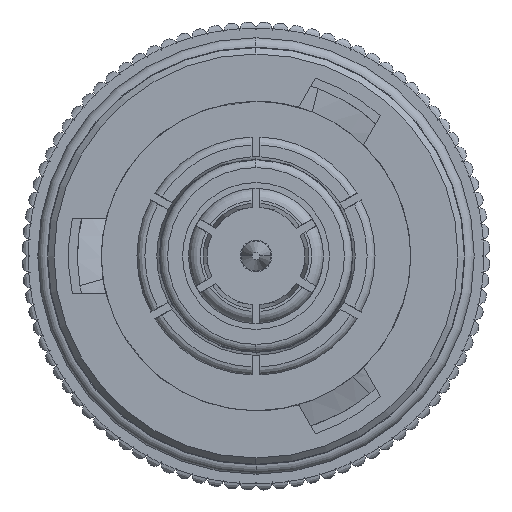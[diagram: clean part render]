
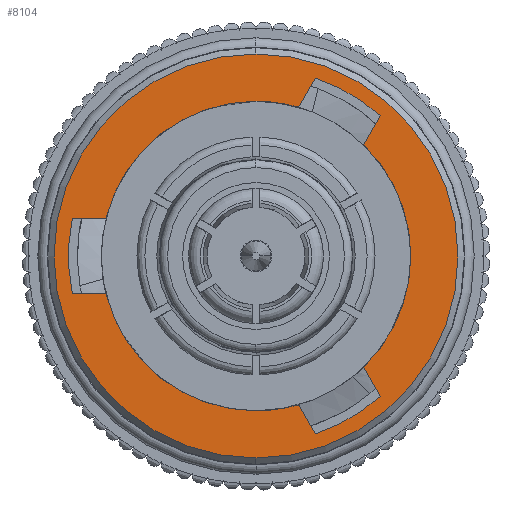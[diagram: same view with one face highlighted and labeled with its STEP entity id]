
A CAD part, left-side view. The second image highlights one B-rep face of the part: STEP entity #8104.
In plain terms, the highlighted face is planar.
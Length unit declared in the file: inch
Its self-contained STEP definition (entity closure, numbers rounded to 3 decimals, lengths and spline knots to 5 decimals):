
#346 = CIRCLE ( 'NONE', #17709, 0.23622 ) ;
#522 = VECTOR ( 'NONE', #9752, 39.37008 ) ;
#714 = VERTEX_POINT ( 'NONE', #15356 ) ;
#780 = DIRECTION ( 'NONE',  ( 0., 0., 1. ) ) ;
#1101 = VERTEX_POINT ( 'NONE', #7129 ) ;
#1342 = VERTEX_POINT ( 'NONE', #1915 ) ;
#1503 = CARTESIAN_POINT ( 'NONE',  ( 0., -0.15683, -0.17664 ) ) ;
#1696 = CIRCLE ( 'NONE', #5925, 0.195 ) ;
#1915 = CARTESIAN_POINT ( 'NONE',  ( 0., 0.18913, -0.0475 ) ) ;
#1970 = DIRECTION ( 'NONE',  ( 0., 0., 1. ) ) ;
#2363 = FACE_BOUND ( 'NONE', #20593, .T. ) ;
#2433 = VECTOR ( 'NONE', #21941, 39.37008 ) ;
#2547 = CIRCLE ( 'NONE', #17368, 0.195 ) ;
#2660 = AXIS2_PLACEMENT_3D ( 'NONE', #10718, #18810, #780 ) ;
#2663 = CARTESIAN_POINT ( 'NONE',  ( 0., -0.07456, 0.22414 ) ) ;
#3285 = EDGE_CURVE ( 'NONE', #14831, #17653, #7259, .T. ) ;
#3341 = EDGE_CURVE ( 'NONE', #14831, #21721, #6473, .T. ) ;
#3416 = CARTESIAN_POINT ( 'NONE',  ( 0., -0.07456, 0.22414 ) ) ;
#3438 = AXIS2_PLACEMENT_3D ( 'NONE', #13766, #15762, #23859 ) ;
#3752 = CARTESIAN_POINT ( 'NONE',  ( 0., 0.2314, 0.0475 ) ) ;
#3839 = CARTESIAN_POINT ( 'NONE',  ( 0., 0.2314, -0.0475 ) ) ;
#3946 = CARTESIAN_POINT ( 'NONE',  ( 0., 0.195, 0. ) ) ;
#4081 = DIRECTION ( 'NONE',  ( -1., 0., 0. ) ) ;
#4185 = DIRECTION ( 'NONE',  ( 0., 0.5, -0.866 ) ) ;
#4322 = LINE ( 'NONE', #20763, #14519 ) ;
#4535 = ORIENTED_EDGE ( 'NONE', *, *, #21290, .F. ) ;
#4778 = EDGE_CURVE ( 'NONE', #9761, #18992, #25713, .T. ) ;
#4837 = AXIS2_PLACEMENT_3D ( 'NONE', #3946, #4081, #14544 ) ;
#5147 = CARTESIAN_POINT ( 'NONE',  ( 0., 0., -0.195 ) ) ;
#5195 = VERTEX_POINT ( 'NONE', #5627 ) ;
#5553 = DIRECTION ( 'NONE',  ( -1., 0., 0. ) ) ;
#5627 = CARTESIAN_POINT ( 'NONE',  ( 0., 0., -0.2545 ) ) ;
#5752 = CARTESIAN_POINT ( 'NONE',  ( 0., -0.07456, -0.22414 ) ) ;
#5810 = VERTEX_POINT ( 'NONE', #20853 ) ;
#5853 = VERTEX_POINT ( 'NONE', #20595 ) ;
#5925 = AXIS2_PLACEMENT_3D ( 'NONE', #11780, #15760, #7809 ) ;
#6206 = FACE_OUTER_BOUND ( 'NONE', #15384, .T. ) ;
#6279 = CIRCLE ( 'NONE', #11762, 0.195 ) ;
#6292 = CIRCLE ( 'NONE', #6703, 0.195 ) ;
#6473 = LINE ( 'NONE', #22659, #22061 ) ;
#6631 = EDGE_CURVE ( 'NONE', #1342, #1101, #9674, .T. ) ;
#6685 = CARTESIAN_POINT ( 'NONE',  ( 0., -0.05343, -0.18754 ) ) ;
#6703 = AXIS2_PLACEMENT_3D ( 'NONE', #16233, #16368, #20234 ) ;
#6801 = VECTOR ( 'NONE', #23572, 39.37008 ) ;
#6931 = ORIENTED_EDGE ( 'NONE', *, *, #7068, .F. ) ;
#7068 = EDGE_CURVE ( 'NONE', #5853, #17653, #4322, .T. ) ;
#7129 = CARTESIAN_POINT ( 'NONE',  ( 0., 0.2314, -0.0475 ) ) ;
#7254 = VERTEX_POINT ( 'NONE', #3752 ) ;
#7259 = CIRCLE ( 'NONE', #3438, 0.195 ) ;
#7498 = ORIENTED_EDGE ( 'NONE', *, *, #12086, .T. ) ;
#7622 = DIRECTION ( 'NONE',  ( 0., 0., 1. ) ) ;
#7809 = DIRECTION ( 'NONE',  ( 0., 0., 1. ) ) ;
#8104 = ADVANCED_FACE ( 'NONE', ( #6206, #2363 ), #22390, .F. ) ;
#8587 = ORIENTED_EDGE ( 'NONE', *, *, #3341, .F. ) ;
#9207 = AXIS2_PLACEMENT_3D ( 'NONE', #15443, #25679, #7622 ) ;
#9674 = LINE ( 'NONE', #3839, #14076 ) ;
#9752 = DIRECTION ( 'NONE',  ( 0., -0.5, 0.866 ) ) ;
#9761 = VERTEX_POINT ( 'NONE', #12269 ) ;
#9820 = ORIENTED_EDGE ( 'NONE', *, *, #13476, .F. ) ;
#10237 = ORIENTED_EDGE ( 'NONE', *, *, #26179, .F. ) ;
#10445 = EDGE_CURVE ( 'NONE', #10619, #15371, #1696, .T. ) ;
#10531 = EDGE_CURVE ( 'NONE', #1342, #10619, #2547, .T. ) ;
#10619 = VERTEX_POINT ( 'NONE', #5147 ) ;
#10718 = CARTESIAN_POINT ( 'NONE',  ( 0., 0., 0. ) ) ;
#10762 = EDGE_CURVE ( 'NONE', #7254, #26060, #25833, .T. ) ;
#10814 = ORIENTED_EDGE ( 'NONE', *, *, #4778, .F. ) ;
#10925 = CARTESIAN_POINT ( 'NONE',  ( 0., 0., 0.2545 ) ) ;
#11762 = AXIS2_PLACEMENT_3D ( 'NONE', #13905, #5553, #24133 ) ;
#11780 = CARTESIAN_POINT ( 'NONE',  ( 0., 0., 0. ) ) ;
#12086 = EDGE_CURVE ( 'NONE', #714, #26060, #6279, .T. ) ;
#12269 = CARTESIAN_POINT ( 'NONE',  ( 0., -0.05343, 0.18754 ) ) ;
#12471 = DIRECTION ( 'NONE',  ( 0., 0., 1. ) ) ;
#12491 = EDGE_CURVE ( 'NONE', #9761, #714, #6292, .T. ) ;
#13476 = EDGE_CURVE ( 'NONE', #1101, #7254, #346, .T. ) ;
#13766 = CARTESIAN_POINT ( 'NONE',  ( 0., 0., 0. ) ) ;
#13905 = CARTESIAN_POINT ( 'NONE',  ( 0., 0., 0. ) ) ;
#14076 = VECTOR ( 'NONE', #26017, 39.37008 ) ;
#14308 = ORIENTED_EDGE ( 'NONE', *, *, #10445, .T. ) ;
#14349 = CARTESIAN_POINT ( 'NONE',  ( 0., 0., 0. ) ) ;
#14425 = DIRECTION ( 'NONE',  ( 0., -0.5, -0.866 ) ) ;
#14519 = VECTOR ( 'NONE', #4185, 39.37008 ) ;
#14544 = DIRECTION ( 'NONE',  ( 0., 0., 1. ) ) ;
#14831 = VERTEX_POINT ( 'NONE', #18979 ) ;
#15176 = ORIENTED_EDGE ( 'NONE', *, *, #15822, .F. ) ;
#15260 = DIRECTION ( 'NONE',  ( 0., 0., 1. ) ) ;
#15317 = CARTESIAN_POINT ( 'NONE',  ( 0., 0.18913, 0.0475 ) ) ;
#15356 = CARTESIAN_POINT ( 'NONE',  ( 0., 0., 0.195 ) ) ;
#15371 = VERTEX_POINT ( 'NONE', #6685 ) ;
#15384 = EDGE_LOOP ( 'NONE', ( #25542, #4535 ) ) ;
#15443 = CARTESIAN_POINT ( 'NONE',  ( 0., 0., 0. ) ) ;
#15760 = DIRECTION ( 'NONE',  ( -1., 0., 0. ) ) ;
#15762 = DIRECTION ( 'NONE',  ( -1., 0., 0. ) ) ;
#15822 = EDGE_CURVE ( 'NONE', #21721, #5810, #21837, .T. ) ;
#15824 = CARTESIAN_POINT ( 'NONE',  ( 0., 0., 0. ) ) ;
#16002 = ORIENTED_EDGE ( 'NONE', *, *, #10531, .T. ) ;
#16193 = CARTESIAN_POINT ( 'NONE',  ( 0., 0., 0. ) ) ;
#16233 = CARTESIAN_POINT ( 'NONE',  ( 0., 0., 0. ) ) ;
#16284 = ORIENTED_EDGE ( 'NONE', *, *, #26092, .F. ) ;
#16368 = DIRECTION ( 'NONE',  ( -1., 0., 0. ) ) ;
#16422 = CARTESIAN_POINT ( 'NONE',  ( 0., -0.1357, 0.14004 ) ) ;
#17282 = AXIS2_PLACEMENT_3D ( 'NONE', #15824, #19820, #23925 ) ;
#17313 = ORIENTED_EDGE ( 'NONE', *, *, #3285, .T. ) ;
#17368 = AXIS2_PLACEMENT_3D ( 'NONE', #22263, #20549, #1970 ) ;
#17469 = CARTESIAN_POINT ( 'NONE',  ( 0., 0.2314, 0.0475 ) ) ;
#17653 = VERTEX_POINT ( 'NONE', #16422 ) ;
#17709 = AXIS2_PLACEMENT_3D ( 'NONE', #16193, #20459, #12471 ) ;
#18272 = EDGE_CURVE ( 'NONE', #21545, #5195, #25332, .T. ) ;
#18747 = CIRCLE ( 'NONE', #2660, 0.2545 ) ;
#18810 = DIRECTION ( 'NONE',  ( -1., 0., 0. ) ) ;
#18979 = CARTESIAN_POINT ( 'NONE',  ( 0., -0.1357, -0.14004 ) ) ;
#18992 = VERTEX_POINT ( 'NONE', #2663 ) ;
#19512 = DIRECTION ( 'NONE',  ( 1., 0., 0. ) ) ;
#19820 = DIRECTION ( 'NONE',  ( -1., 0., 0. ) ) ;
#20234 = DIRECTION ( 'NONE',  ( 0., 0., 1. ) ) ;
#20459 = DIRECTION ( 'NONE',  ( 1., 0., 0. ) ) ;
#20549 = DIRECTION ( 'NONE',  ( -1., 0., 0. ) ) ;
#20593 = EDGE_LOOP ( 'NONE', ( #16002, #14308, #10237, #15176, #8587, #17313, #6931, #16284, #10814, #24655, #7498, #22608, #9820, #23117 ) ) ;
#20595 = CARTESIAN_POINT ( 'NONE',  ( 0., -0.15683, 0.17664 ) ) ;
#20763 = CARTESIAN_POINT ( 'NONE',  ( 0., -0.15683, 0.17664 ) ) ;
#20853 = CARTESIAN_POINT ( 'NONE',  ( 0., -0.07456, -0.22414 ) ) ;
#21290 = EDGE_CURVE ( 'NONE', #5195, #21545, #18747, .T. ) ;
#21545 = VERTEX_POINT ( 'NONE', #10925 ) ;
#21721 = VERTEX_POINT ( 'NONE', #1503 ) ;
#21837 = CIRCLE ( 'NONE', #23966, 0.23622 ) ;
#21899 = CIRCLE ( 'NONE', #9207, 0.23622 ) ;
#21941 = DIRECTION ( 'NONE',  ( 0., 0.5, 0.866 ) ) ;
#22061 = VECTOR ( 'NONE', #14425, 39.37008 ) ;
#22263 = CARTESIAN_POINT ( 'NONE',  ( 0., 0., 0. ) ) ;
#22390 = PLANE ( 'NONE',  #4837 ) ;
#22608 = ORIENTED_EDGE ( 'NONE', *, *, #10762, .F. ) ;
#22659 = CARTESIAN_POINT ( 'NONE',  ( 0., -0.15683, -0.17664 ) ) ;
#23117 = ORIENTED_EDGE ( 'NONE', *, *, #6631, .F. ) ;
#23572 = DIRECTION ( 'NONE',  ( 0., -1., 0. ) ) ;
#23859 = DIRECTION ( 'NONE',  ( 0., 0., 1. ) ) ;
#23925 = DIRECTION ( 'NONE',  ( 0., 0., 1. ) ) ;
#23966 = AXIS2_PLACEMENT_3D ( 'NONE', #14349, #19512, #15260 ) ;
#24133 = DIRECTION ( 'NONE',  ( 0., 0., 1. ) ) ;
#24655 = ORIENTED_EDGE ( 'NONE', *, *, #12491, .T. ) ;
#25332 = CIRCLE ( 'NONE', #17282, 0.2545 ) ;
#25542 = ORIENTED_EDGE ( 'NONE', *, *, #18272, .F. ) ;
#25556 = LINE ( 'NONE', #5752, #2433 ) ;
#25679 = DIRECTION ( 'NONE',  ( 1., 0., 0. ) ) ;
#25713 = LINE ( 'NONE', #3416, #522 ) ;
#25833 = LINE ( 'NONE', #17469, #6801 ) ;
#26017 = DIRECTION ( 'NONE',  ( 0., 1., 0. ) ) ;
#26060 = VERTEX_POINT ( 'NONE', #15317 ) ;
#26092 = EDGE_CURVE ( 'NONE', #18992, #5853, #21899, .T. ) ;
#26179 = EDGE_CURVE ( 'NONE', #5810, #15371, #25556, .T. ) ;
